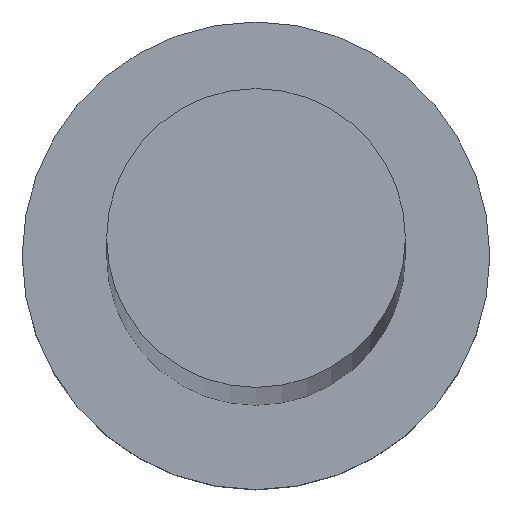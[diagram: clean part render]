
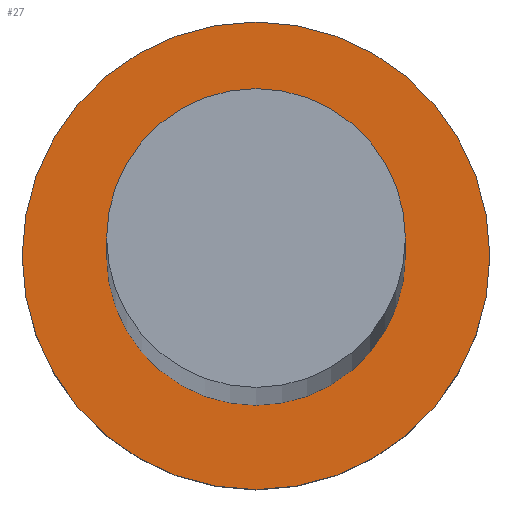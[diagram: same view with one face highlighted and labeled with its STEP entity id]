
A CAD part, top view. The second image highlights one B-rep face of the part: STEP entity #27.
In plain terms, the highlighted planar face has unit normal (0, 0, 1).
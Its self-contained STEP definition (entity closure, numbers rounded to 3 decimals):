
#13 = ORIENTED_EDGE ( 'NONE', *, *, #104, .F. ) ;
#20 = EDGE_CURVE ( 'NONE', #73, #93, #21, .T. ) ;
#21 = CIRCLE ( 'NONE', #181, 9. ) ;
#25 = CARTESIAN_POINT ( 'NONE',  ( -9., 0., 7. ) ) ;
#27 = ADVANCED_FACE ( 'NONE', ( #52, #127 ), #149, .T. ) ;
#35 = DIRECTION ( 'NONE',  ( 0., 0., 1. ) ) ;
#45 = DIRECTION ( 'NONE',  ( 0., 0., 1. ) ) ;
#52 = FACE_BOUND ( 'NONE', #251, .T. ) ;
#58 = CARTESIAN_POINT ( 'NONE',  ( 0., 0., 7. ) ) ;
#63 = DIRECTION ( 'NONE',  ( 0., 0., 1. ) ) ;
#73 = VERTEX_POINT ( 'NONE', #142 ) ;
#79 = CARTESIAN_POINT ( 'NONE',  ( 0., 0., 7. ) ) ;
#84 = CIRCLE ( 'NONE', #213, 5.75 ) ;
#88 = VERTEX_POINT ( 'NONE', #223 ) ;
#93 = VERTEX_POINT ( 'NONE', #25 ) ;
#94 = DIRECTION ( 'NONE',  ( 0., 0., 1. ) ) ;
#102 = AXIS2_PLACEMENT_3D ( 'NONE', #238, #45, #172 ) ;
#104 = EDGE_CURVE ( 'NONE', #204, #88, #84, .T. ) ;
#106 = AXIS2_PLACEMENT_3D ( 'NONE', #58, #216, #137 ) ;
#127 = FACE_OUTER_BOUND ( 'NONE', #195, .T. ) ;
#130 = DIRECTION ( 'NONE',  ( 1., 0., 0. ) ) ;
#137 = DIRECTION ( 'NONE',  ( 1., 0., 0. ) ) ;
#138 = CARTESIAN_POINT ( 'NONE',  ( -5.75, 0., 7. ) ) ;
#142 = CARTESIAN_POINT ( 'NONE',  ( 9., 0., 7. ) ) ;
#149 = PLANE ( 'NONE',  #154 ) ;
#154 = AXIS2_PLACEMENT_3D ( 'NONE', #230, #94, #208 ) ;
#157 = ORIENTED_EDGE ( 'NONE', *, *, #232, .T. ) ;
#159 = CARTESIAN_POINT ( 'NONE',  ( 0., 0., 7. ) ) ;
#169 = ORIENTED_EDGE ( 'NONE', *, *, #210, .F. ) ;
#172 = DIRECTION ( 'NONE',  ( 1., 0., 0. ) ) ;
#181 = AXIS2_PLACEMENT_3D ( 'NONE', #79, #35, #130 ) ;
#182 = CIRCLE ( 'NONE', #102, 9. ) ;
#195 = EDGE_LOOP ( 'NONE', ( #157, #249 ) ) ;
#201 = CIRCLE ( 'NONE', #106, 5.75 ) ;
#204 = VERTEX_POINT ( 'NONE', #138 ) ;
#208 = DIRECTION ( 'NONE',  ( 1., 0., 0. ) ) ;
#210 = EDGE_CURVE ( 'NONE', #88, #204, #201, .T. ) ;
#213 = AXIS2_PLACEMENT_3D ( 'NONE', #159, #63, #221 ) ;
#216 = DIRECTION ( 'NONE',  ( 0., 0., 1. ) ) ;
#221 = DIRECTION ( 'NONE',  ( 1., 0., 0. ) ) ;
#223 = CARTESIAN_POINT ( 'NONE',  ( 5.75, 0., 7. ) ) ;
#230 = CARTESIAN_POINT ( 'NONE',  ( 0., 0., 7. ) ) ;
#232 = EDGE_CURVE ( 'NONE', #93, #73, #182, .T. ) ;
#238 = CARTESIAN_POINT ( 'NONE',  ( 0., 0., 7. ) ) ;
#249 = ORIENTED_EDGE ( 'NONE', *, *, #20, .T. ) ;
#251 = EDGE_LOOP ( 'NONE', ( #13, #169 ) ) ;
